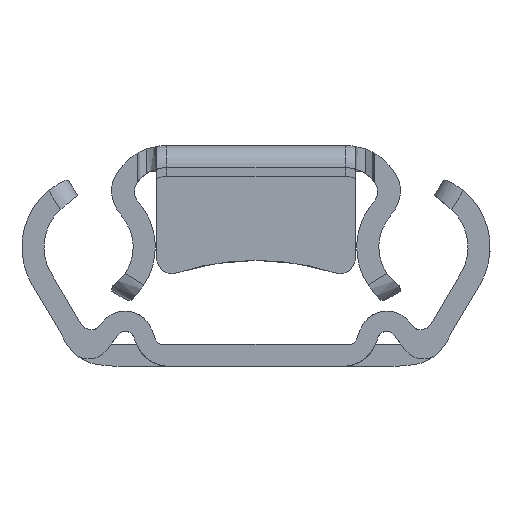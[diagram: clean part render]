
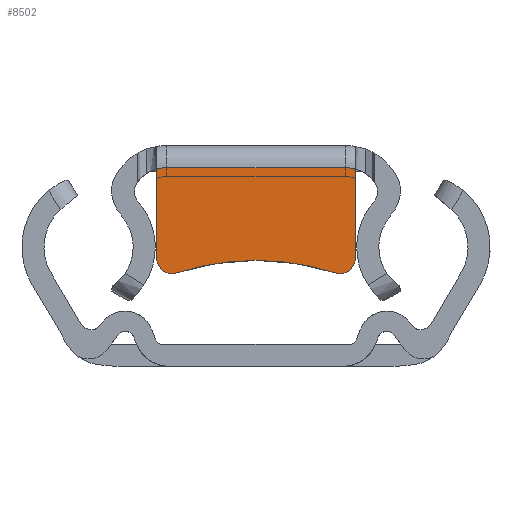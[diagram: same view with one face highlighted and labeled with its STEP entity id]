
A CAD part, left-side view. The second image highlights one B-rep face of the part: STEP entity #8502.
In plain terms, the highlighted planar face has unit normal (-1, 0, 0).
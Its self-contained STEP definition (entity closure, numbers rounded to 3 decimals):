
#30 = AXIS2_PLACEMENT_3D ( 'NONE', #12640, #2886, #12777 ) ;
#85 = VERTEX_POINT ( 'NONE', #3615 ) ;
#262 = DIRECTION ( 'NONE',  ( 0., 0., 1. ) ) ;
#516 = DIRECTION ( 'NONE',  ( -1., 0., 0. ) ) ;
#854 = VECTOR ( 'NONE', #7336, 1000. ) ;
#923 = CARTESIAN_POINT ( 'NONE',  ( 0., -2.023, 3.673 ) ) ;
#1735 = EDGE_CURVE ( 'NONE', #11938, #85, #6323, .T. ) ;
#1830 = EDGE_CURVE ( 'NONE', #9720, #8398, #3538, .T. ) ;
#1918 = PLANE ( 'NONE',  #10658 ) ;
#1930 = DIRECTION ( 'NONE',  ( -1., 0., 0. ) ) ;
#1955 = VERTEX_POINT ( 'NONE', #11387 ) ;
#2092 = VECTOR ( 'NONE', #6913, 1000. ) ;
#2469 = EDGE_CURVE ( 'NONE', #11938, #10701, #13098, .T. ) ;
#2630 = CARTESIAN_POINT ( 'NONE',  ( 0., 2.023, 4.5 ) ) ;
#2646 = EDGE_CURVE ( 'NONE', #9720, #7868, #9920, .T. ) ;
#2886 = DIRECTION ( 'NONE',  ( -1., 0., 0. ) ) ;
#2930 = ORIENTED_EDGE ( 'NONE', *, *, #13600, .T. ) ;
#2953 = EDGE_CURVE ( 'NONE', #11018, #6425, #9474, .T. ) ;
#2968 = DIRECTION ( 'NONE',  ( -1., 0., 0. ) ) ;
#3084 = AXIS2_PLACEMENT_3D ( 'NONE', #5399, #2968, #7320 ) ;
#3095 = AXIS2_PLACEMENT_3D ( 'NONE', #4297, #5300, #9631 ) ;
#3096 = ORIENTED_EDGE ( 'NONE', *, *, #2469, .T. ) ;
#3111 = CARTESIAN_POINT ( 'NONE',  ( 0., 1.498, -0.401 ) ) ;
#3290 = DIRECTION ( 'NONE',  ( 0., 1., 0. ) ) ;
#3504 = CARTESIAN_POINT ( 'NONE',  ( 0., -2.25, 4.468 ) ) ;
#3538 = CIRCLE ( 'NONE', #3084, 0.35 ) ;
#3615 = CARTESIAN_POINT ( 'NONE',  ( 0., 2.25, 2.404 ) ) ;
#3809 = AXIS2_PLACEMENT_3D ( 'NONE', #4608, #10079, #262 ) ;
#4297 = CARTESIAN_POINT ( 'NONE',  ( 0., 1.9, 2.45 ) ) ;
#4353 = LINE ( 'NONE', #8123, #2092 ) ;
#4390 = ORIENTED_EDGE ( 'NONE', *, *, #7142, .F. ) ;
#4608 = CARTESIAN_POINT ( 'NONE',  ( 0., 0., -3.417 ) ) ;
#4616 = ORIENTED_EDGE ( 'NONE', *, *, #1735, .F. ) ;
#5300 = DIRECTION ( 'NONE',  ( -1., 0., 0. ) ) ;
#5399 = CARTESIAN_POINT ( 'NONE',  ( 0., -1.9, 2.45 ) ) ;
#5494 = EDGE_CURVE ( 'NONE', #8398, #10707, #8203, .T. ) ;
#5884 = ORIENTED_EDGE ( 'NONE', *, *, #1830, .T. ) ;
#6064 = DIRECTION ( 'NONE',  ( 0., 0., -1. ) ) ;
#6131 = CARTESIAN_POINT ( 'NONE',  ( 0., -1.498, -0.401 ) ) ;
#6265 = DIRECTION ( 'NONE',  ( 0., -0.259, 0.966 ) ) ;
#6323 = LINE ( 'NONE', #3111, #7871 ) ;
#6425 = VERTEX_POINT ( 'NONE', #11294 ) ;
#6902 = EDGE_CURVE ( 'NONE', #10707, #11018, #8338, .T. ) ;
#6913 = DIRECTION ( 'NONE',  ( 0., 0., -1. ) ) ;
#7142 = EDGE_CURVE ( 'NONE', #7868, #10701, #11309, .T. ) ;
#7320 = DIRECTION ( 'NONE',  ( 0., 0., 1. ) ) ;
#7336 = DIRECTION ( 'NONE',  ( 0., 0., 1. ) ) ;
#7406 = CARTESIAN_POINT ( 'NONE',  ( 0., -2.25, 3.673 ) ) ;
#7494 = VECTOR ( 'NONE', #3290, 1000. ) ;
#7568 = CARTESIAN_POINT ( 'NONE',  ( 0., -2.023, 4.5 ) ) ;
#7699 = EDGE_LOOP ( 'NONE', ( #8692, #10739, #2930, #4616, #3096, #4390, #9386, #5884, #13205, #11703, #11808 ) ) ;
#7868 = VERTEX_POINT ( 'NONE', #11616 ) ;
#7871 = VECTOR ( 'NONE', #9589, 1000. ) ;
#7926 = VECTOR ( 'NONE', #6265, 1000. ) ;
#8123 = CARTESIAN_POINT ( 'NONE',  ( 0., 2.25, 3.673 ) ) ;
#8203 = LINE ( 'NONE', #6131, #7926 ) ;
#8338 = LINE ( 'NONE', #7406, #854 ) ;
#8340 = FACE_OUTER_BOUND ( 'NONE', #7699, .T. ) ;
#8398 = VERTEX_POINT ( 'NONE', #10052 ) ;
#8502 = ADVANCED_FACE ( 'NONE', ( #8340 ), #1918, .F. ) ;
#8692 = ORIENTED_EDGE ( 'NONE', *, *, #9936, .T. ) ;
#9095 = CARTESIAN_POINT ( 'NONE',  ( 0., 2.238, 2.359 ) ) ;
#9386 = ORIENTED_EDGE ( 'NONE', *, *, #2646, .F. ) ;
#9474 = CIRCLE ( 'NONE', #13790, 0.827 ) ;
#9589 = DIRECTION ( 'NONE',  ( 0., 0.259, 0.966 ) ) ;
#9619 = CARTESIAN_POINT ( 'NONE',  ( 0., -2.023, 3.673 ) ) ;
#9631 = DIRECTION ( 'NONE',  ( 0., 0., 1. ) ) ;
#9704 = CARTESIAN_POINT ( 'NONE',  ( 0., -2.25, 2.404 ) ) ;
#9720 = VERTEX_POINT ( 'NONE', #11620 ) ;
#9920 = CIRCLE ( 'NONE', #11720, 5.817 ) ;
#9936 = EDGE_CURVE ( 'NONE', #6425, #10073, #13041, .T. ) ;
#10052 = CARTESIAN_POINT ( 'NONE',  ( 0., -2.238, 2.359 ) ) ;
#10073 = VERTEX_POINT ( 'NONE', #2630 ) ;
#10079 = DIRECTION ( 'NONE',  ( -1., 0., 0. ) ) ;
#10658 = AXIS2_PLACEMENT_3D ( 'NONE', #923, #13736, #6064 ) ;
#10701 = VERTEX_POINT ( 'NONE', #11834 ) ;
#10707 = VERTEX_POINT ( 'NONE', #9704 ) ;
#10739 = ORIENTED_EDGE ( 'NONE', *, *, #12098, .T. ) ;
#11018 = VERTEX_POINT ( 'NONE', #3504 ) ;
#11294 = CARTESIAN_POINT ( 'NONE',  ( 0., -2.023, 4.5 ) ) ;
#11309 = CIRCLE ( 'NONE', #3809, 5.817 ) ;
#11331 = DIRECTION ( 'NONE',  ( 0., 0., 1. ) ) ;
#11387 = CARTESIAN_POINT ( 'NONE',  ( 0., 2.25, 4.468 ) ) ;
#11616 = CARTESIAN_POINT ( 'NONE',  ( 0., 0., 2.4 ) ) ;
#11620 = CARTESIAN_POINT ( 'NONE',  ( 0., -1.792, 2.117 ) ) ;
#11703 = ORIENTED_EDGE ( 'NONE', *, *, #6902, .T. ) ;
#11720 = AXIS2_PLACEMENT_3D ( 'NONE', #12260, #516, #11331 ) ;
#11808 = ORIENTED_EDGE ( 'NONE', *, *, #2953, .T. ) ;
#11834 = CARTESIAN_POINT ( 'NONE',  ( 0., 1.792, 2.117 ) ) ;
#11938 = VERTEX_POINT ( 'NONE', #9095 ) ;
#11965 = DIRECTION ( 'NONE',  ( 0., 0., -1. ) ) ;
#12098 = EDGE_CURVE ( 'NONE', #10073, #1955, #12304, .T. ) ;
#12260 = CARTESIAN_POINT ( 'NONE',  ( 0., 0., -3.417 ) ) ;
#12304 = CIRCLE ( 'NONE', #30, 0.827 ) ;
#12640 = CARTESIAN_POINT ( 'NONE',  ( 0., 2.023, 3.673 ) ) ;
#12777 = DIRECTION ( 'NONE',  ( 0., 0., -1. ) ) ;
#13041 = LINE ( 'NONE', #7568, #7494 ) ;
#13098 = CIRCLE ( 'NONE', #3095, 0.35 ) ;
#13205 = ORIENTED_EDGE ( 'NONE', *, *, #5494, .T. ) ;
#13600 = EDGE_CURVE ( 'NONE', #1955, #85, #4353, .T. ) ;
#13736 = DIRECTION ( 'NONE',  ( 1., 0., 0. ) ) ;
#13790 = AXIS2_PLACEMENT_3D ( 'NONE', #9619, #1930, #11965 ) ;
